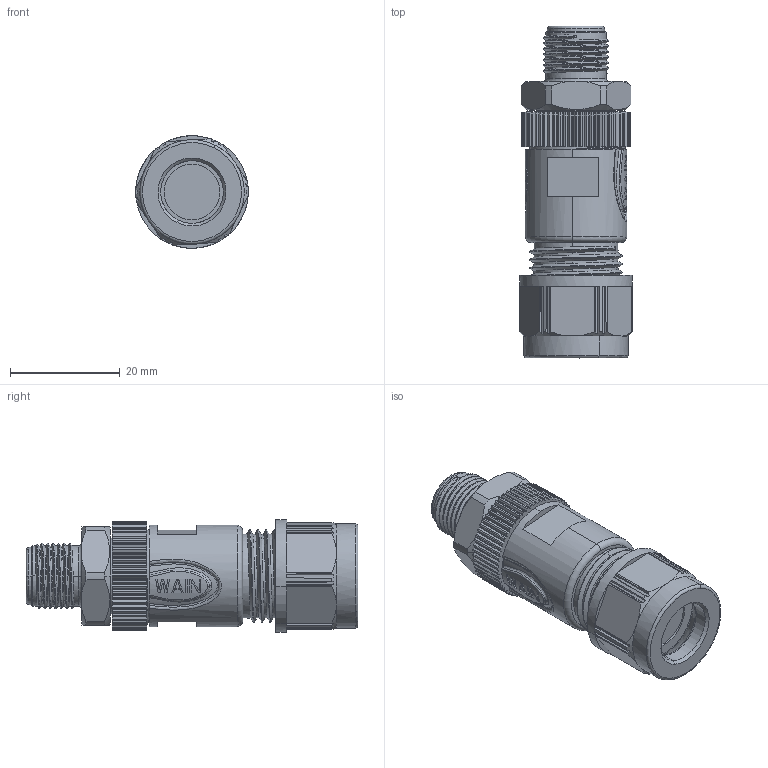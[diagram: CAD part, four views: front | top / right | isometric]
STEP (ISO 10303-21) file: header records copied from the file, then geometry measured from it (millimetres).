
FILE_DESCRIPTION(/* description */ (''),/* implementation_level */ '2;1');
FILE_NAME(/* name */ '3D_1630054111005_M12S-M05B-T-D10_V1.0_stp.stp',/* time_stamp */ '2023-12-16T09:38:49+08:00',/* author */ (''),/* organization */ (''),/* preprocessor_version */ 'ST-DEVELOPER v18.1',/* originating_system */ 'SIEMENS PLM Software NX 1980',/* authorisation */ '');
FILE_SCHEMA (('AUTOMOTIVE_DESIGN { 1 0 10303 214 3 1 1 1 }'));
Length unit declared in the file: millimetre
Products named in the file (1): 3D_1630054111005_M12S-M05B-T-D10_V1.0_stp
Bounding box: 20.5 x 60.4 x 20.5 mm (x, y, z)
Volume: 13413.5 mm3; surface area: 5747.6 mm2
Topology: 1 solids, 7 shells, 671 faces, 1915 edges, 1278 vertices
Faces by surface type: plane 320, cylinder 242, cone 62, bspline 25, torus 12, sphere 10
Entity records: 28629 total; most frequent: CARTESIAN_POINT 11464, ORIENTED_EDGE 3810, DIRECTION 3374, EDGE_CURVE 1905, VERTEX_POINT 1278, AXIS2_PLACEMENT_3D 1254, LINE 866, VECTOR 866
